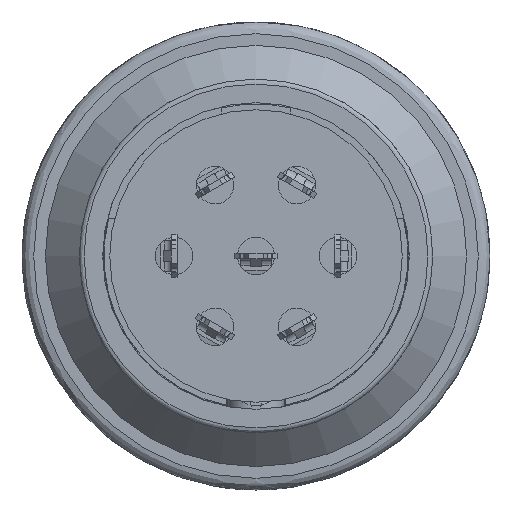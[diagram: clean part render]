
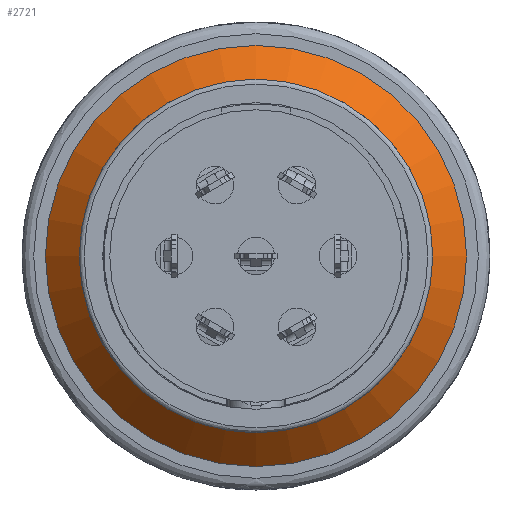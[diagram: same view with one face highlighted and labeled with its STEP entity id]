
A CAD part, left-side view. The second image highlights one B-rep face of the part: STEP entity #2721.
In plain terms, the highlighted conical face has half-angle 45 degrees and reference radius 7.55 mm.
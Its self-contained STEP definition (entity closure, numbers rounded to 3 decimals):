
#1426=CONICAL_SURFACE('',#12868,7.55,45.);
#1739=FACE_BOUND('',#3978,.T.);
#1740=FACE_BOUND('',#3979,.T.);
#2721=ADVANCED_FACE('',(#1739,#1740),#1426,.T.);
#3978=EDGE_LOOP('',(#9217));
#3979=EDGE_LOOP('',(#9218));
#9217=ORIENTED_EDGE('',*,*,#11870,.T.);
#9218=ORIENTED_EDGE('',*,*,#11871,.F.);
#10302=VERTEX_POINT('',#22275);
#10303=VERTEX_POINT('',#22278);
#11870=EDGE_CURVE('',#10302,#10302,#12126,.T.);
#11871=EDGE_CURVE('',#10303,#10303,#12127,.T.);
#12126=CIRCLE('',#12865,7.55);
#12127=CIRCLE('',#12867,9.);
#12865=AXIS2_PLACEMENT_3D('',#22274,#15411,#15412);
#12867=AXIS2_PLACEMENT_3D('',#22277,#15415,#15416);
#12868=AXIS2_PLACEMENT_3D('',#22279,#15417,#15418);
#15411=DIRECTION('',(1.,0.,0.));
#15412=DIRECTION('',(0.,0.,-1.));
#15415=DIRECTION('',(1.,0.,0.));
#15416=DIRECTION('',(0.,0.,-1.));
#15417=DIRECTION('',(1.,0.,0.));
#15418=DIRECTION('',(0.,0.,-1.));
#22274=CARTESIAN_POINT('',(1.05,0.,0.471));
#22275=CARTESIAN_POINT('',(1.05,0.,-7.079));
#22277=CARTESIAN_POINT('',(2.5,0.,0.471));
#22278=CARTESIAN_POINT('',(2.5,0.,-8.529));
#22279=CARTESIAN_POINT('',(1.05,0.,0.471));
